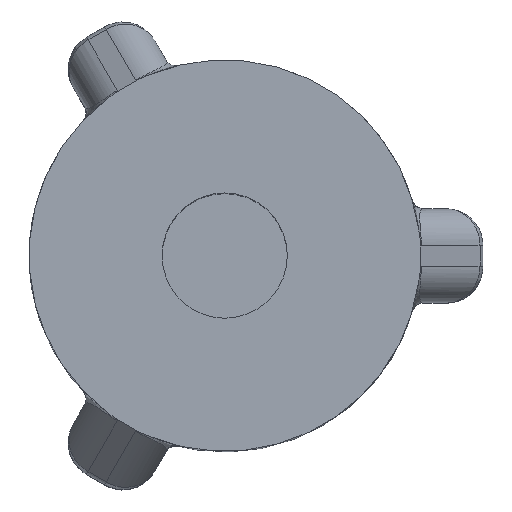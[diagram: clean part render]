
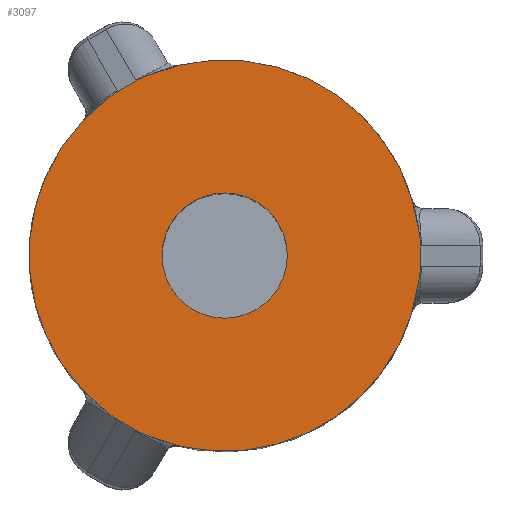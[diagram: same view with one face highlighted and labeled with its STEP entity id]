
A CAD part, top view. The second image highlights one B-rep face of the part: STEP entity #3097.
In plain terms, the highlighted planar face has unit normal (0, 0, 1).
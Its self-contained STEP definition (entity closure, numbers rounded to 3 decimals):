
#9 = CARTESIAN_POINT ( 'NONE',  ( 3.718, -0.491, 0. ) ) ;
#34 = ORIENTED_EDGE ( 'NONE', *, *, #203, .T. ) ;
#41 = CARTESIAN_POINT ( 'NONE',  ( -2.118, 3.107, 0. ) ) ;
#100 = VERTEX_POINT ( 'NONE', #1342 ) ;
#169 = EDGE_CURVE ( 'NONE', #2107, #2451, #2564, .T. ) ;
#176 = CARTESIAN_POINT ( 'NONE',  ( -2.228, -3.018, 0. ) ) ;
#203 = EDGE_CURVE ( 'NONE', #406, #1888, #1328, .T. ) ;
#208 = CARTESIAN_POINT ( 'NONE',  ( -2.175, -3.066, 0. ) ) ;
#234 = ORIENTED_EDGE ( 'NONE', *, *, #3452, .T. ) ;
#331 = CARTESIAN_POINT ( 'NONE',  ( 3.742, -0.351, 0. ) ) ;
#355 = EDGE_CURVE ( 'NONE', #100, #2574, #3783, .T. ) ;
#406 = VERTEX_POINT ( 'NONE', #2178 ) ;
#413 = CARTESIAN_POINT ( 'NONE',  ( -1.632, 3.388, 0. ) ) ;
#425 = CARTESIAN_POINT ( 'NONE',  ( 0., 0., 0. ) ) ;
#470 = CARTESIAN_POINT ( 'NONE',  ( -1.5, -3.438, 0. ) ) ;
#478 = DIRECTION ( 'NONE',  ( 0.866, -0.5, 0. ) ) ;
#502 = VECTOR ( 'NONE', #478, 1000. ) ;
#583 = CARTESIAN_POINT ( 'NONE',  ( -2.118, -3.107, 0. ) ) ;
#670 = EDGE_CURVE ( 'NONE', #2451, #3412, #1694, .T. ) ;
#695 = CARTESIAN_POINT ( 'NONE',  ( 3.718, -0.491, 0. ) ) ;
#696 = B_SPLINE_CURVE_WITH_KNOTS ( 'NONE', 3,
 ( #2781, #176, #208, #1635 ),
 .UNSPECIFIED., .F., .F.,
 ( 4, 4 ),
 ( 0., 0. ),
 .UNSPECIFIED. ) ;
#705 = AXIS2_PLACEMENT_3D ( 'NONE', #1002, #3343, #716 ) ;
#711 = DIRECTION ( 'NONE',  ( 0., 0., 1. ) ) ;
#716 = DIRECTION ( 'NONE',  ( 1., 0., 0. ) ) ;
#738 = CARTESIAN_POINT ( 'NONE',  ( 0., 0., 0. ) ) ;
#749 = CARTESIAN_POINT ( 'NONE',  ( -1.632, -3.388, 0. ) ) ;
#752 = CIRCLE ( 'NONE', #2720, 3.75 ) ;
#778 = CARTESIAN_POINT ( 'NONE',  ( -1.434, -3.465, 0. ) ) ;
#857 = EDGE_CURVE ( 'NONE', #1327, #406, #752, .T. ) ;
#888 = ORIENTED_EDGE ( 'NONE', *, *, #355, .F. ) ;
#929 = B_SPLINE_CURVE_WITH_KNOTS ( 'NONE', 3,
 ( #695, #2943, #331, #2080 ),
 .UNSPECIFIED., .F., .F.,
 ( 4, 4 ),
 ( 0., 0. ),
 .UNSPECIFIED. ) ;
#1002 = CARTESIAN_POINT ( 'NONE',  ( 3.75, 0., 0. ) ) ;
#1031 = ORIENTED_EDGE ( 'NONE', *, *, #169, .T. ) ;
#1054 = CIRCLE ( 'NONE', #3692, 1.2 ) ;
#1066 = CARTESIAN_POINT ( 'NONE',  ( -1.567, 3.416, 0. ) ) ;
#1079 = FACE_OUTER_BOUND ( 'NONE', #1737, .T. ) ;
#1103 = DIRECTION ( 'NONE',  ( 0., 1., 0. ) ) ;
#1105 = CARTESIAN_POINT ( 'NONE',  ( -1.5, 3.438, 0. ) ) ;
#1149 = ORIENTED_EDGE ( 'NONE', *, *, #2795, .T. ) ;
#1178 = CARTESIAN_POINT ( 'NONE',  ( -2.118, 3.107, 0. ) ) ;
#1191 = CARTESIAN_POINT ( 'NONE',  ( -2.228, 3.018, 0. ) ) ;
#1199 = CARTESIAN_POINT ( 'NONE',  ( 3.75, -0.28, 0. ) ) ;
#1223 = VERTEX_POINT ( 'NONE', #9 ) ;
#1242 = DIRECTION ( 'NONE',  ( 0., 0., 1. ) ) ;
#1246 = ORIENTED_EDGE ( 'NONE', *, *, #3379, .T. ) ;
#1307 = CARTESIAN_POINT ( 'NONE',  ( -1.567, -3.416, 0. ) ) ;
#1313 = EDGE_CURVE ( 'NONE', #2317, #1327, #2265, .T. ) ;
#1327 = VERTEX_POINT ( 'NONE', #3112 ) ;
#1328 = B_SPLINE_CURVE_WITH_KNOTS ( 'NONE', 3,
 ( #3408, #1105, #1066, #413 ),
 .UNSPECIFIED., .F., .F.,
 ( 4, 4 ),
 ( 0., 0. ),
 .UNSPECIFIED. ) ;
#1342 = CARTESIAN_POINT ( 'NONE',  ( -1.2, 0., 0. ) ) ;
#1363 = EDGE_CURVE ( 'NONE', #1888, #3747, #2541, .T. ) ;
#1426 = ORIENTED_EDGE ( 'NONE', *, *, #2407, .F. ) ;
#1443 = AXIS2_PLACEMENT_3D ( 'NONE', #3084, #711, #2509 ) ;
#1495 = VECTOR ( 'NONE', #1639, 1000. ) ;
#1502 = CARTESIAN_POINT ( 'NONE',  ( 0., 0., 0. ) ) ;
#1540 = CARTESIAN_POINT ( 'NONE',  ( -2.284, 2.974, 0. ) ) ;
#1610 = EDGE_CURVE ( 'NONE', #3747, #1834, #2636, .T. ) ;
#1619 = CARTESIAN_POINT ( 'NONE',  ( -1.096, 3.698, 0. ) ) ;
#1635 = CARTESIAN_POINT ( 'NONE',  ( -2.118, -3.107, 0. ) ) ;
#1639 = DIRECTION ( 'NONE',  ( -0.866, -0.5, 0. ) ) ;
#1658 = CARTESIAN_POINT ( 'NONE',  ( 3.727, 0.42, 0. ) ) ;
#1694 = B_SPLINE_CURVE_WITH_KNOTS ( 'NONE', 3,
 ( #749, #1307, #470, #3325 ),
 .UNSPECIFIED., .F., .F.,
 ( 4, 4 ),
 ( 0., 0. ),
 .UNSPECIFIED. ) ;
#1713 = VECTOR ( 'NONE', #1103, 1000. ) ;
#1722 = CARTESIAN_POINT ( 'NONE',  ( 1.2, 0., 0. ) ) ;
#1737 = EDGE_LOOP ( 'NONE', ( #1149, #2790, #1031, #3378, #3124, #1246, #234, #2211, #3567, #34, #3281, #3220 ) ) ;
#1752 = CIRCLE ( 'NONE', #1443, 3.75 ) ;
#1834 = VERTEX_POINT ( 'NONE', #3762 ) ;
#1888 = VERTEX_POINT ( 'NONE', #2899 ) ;
#1892 = DIRECTION ( 'NONE',  ( 1., 0., 0. ) ) ;
#1904 = CARTESIAN_POINT ( 'NONE',  ( 3.75, 0.28, 0. ) ) ;
#1906 = DIRECTION ( 'NONE',  ( 1., 0., 0. ) ) ;
#1942 = DIRECTION ( 'NONE',  ( 0., 0., 1. ) ) ;
#1964 = LINE ( 'NONE', #2544, #1713 ) ;
#1985 = VERTEX_POINT ( 'NONE', #2725 ) ;
#2040 = AXIS2_PLACEMENT_3D ( 'NONE', #425, #2723, #1892 ) ;
#2080 = CARTESIAN_POINT ( 'NONE',  ( 3.75, -0.28, 0. ) ) ;
#2092 = CARTESIAN_POINT ( 'NONE',  ( 0., 0., 0. ) ) ;
#2107 = VERTEX_POINT ( 'NONE', #583 ) ;
#2165 = EDGE_LOOP ( 'NONE', ( #1426, #888 ) ) ;
#2178 = CARTESIAN_POINT ( 'NONE',  ( -1.434, 3.465, 0. ) ) ;
#2211 = ORIENTED_EDGE ( 'NONE', *, *, #1313, .T. ) ;
#2258 = CARTESIAN_POINT ( 'NONE',  ( -2.654, -2.798, 0. ) ) ;
#2265 = B_SPLINE_CURVE_WITH_KNOTS ( 'NONE', 3,
 ( #1904, #2800, #1658, #2784 ),
 .UNSPECIFIED., .F., .F.,
 ( 4, 4 ),
 ( 0., 0. ),
 .UNSPECIFIED. ) ;
#2317 = VERTEX_POINT ( 'NONE', #2414 ) ;
#2407 = EDGE_CURVE ( 'NONE', #2574, #100, #1054, .T. ) ;
#2414 = CARTESIAN_POINT ( 'NONE',  ( 3.75, 0.28, 0. ) ) ;
#2451 = VERTEX_POINT ( 'NONE', #3385 ) ;
#2456 = EDGE_CURVE ( 'NONE', #3412, #1223, #3448, .T. ) ;
#2458 = FACE_BOUND ( 'NONE', #2165, .T. ) ;
#2509 = DIRECTION ( 'NONE',  ( 1., 0., 0. ) ) ;
#2541 = LINE ( 'NONE', #1619, #1495 ) ;
#2544 = CARTESIAN_POINT ( 'NONE',  ( 3.75, -0.9, 0. ) ) ;
#2564 = LINE ( 'NONE', #2258, #502 ) ;
#2574 = VERTEX_POINT ( 'NONE', #1722 ) ;
#2630 = CARTESIAN_POINT ( 'NONE',  ( -2.175, 3.066, 0. ) ) ;
#2636 = B_SPLINE_CURVE_WITH_KNOTS ( 'NONE', 3,
 ( #41, #2630, #1191, #1540 ),
 .UNSPECIFIED., .F., .F.,
 ( 4, 4 ),
 ( 0., 0. ),
 .UNSPECIFIED. ) ;
#2720 = AXIS2_PLACEMENT_3D ( 'NONE', #1502, #2954, #2973 ) ;
#2723 = DIRECTION ( 'NONE',  ( 0., 0., 1. ) ) ;
#2725 = CARTESIAN_POINT ( 'NONE',  ( -2.284, -2.974, 0. ) ) ;
#2781 = CARTESIAN_POINT ( 'NONE',  ( -2.284, -2.974, 0. ) ) ;
#2784 = CARTESIAN_POINT ( 'NONE',  ( 3.718, 0.491, 0. ) ) ;
#2790 = ORIENTED_EDGE ( 'NONE', *, *, #2996, .T. ) ;
#2795 = EDGE_CURVE ( 'NONE', #1834, #1985, #1752, .T. ) ;
#2800 = CARTESIAN_POINT ( 'NONE',  ( 3.742, 0.351, 0. ) ) ;
#2899 = CARTESIAN_POINT ( 'NONE',  ( -1.632, 3.388, 0. ) ) ;
#2943 = CARTESIAN_POINT ( 'NONE',  ( 3.727, -0.42, 0. ) ) ;
#2954 = DIRECTION ( 'NONE',  ( 0., 0., 1. ) ) ;
#2973 = DIRECTION ( 'NONE',  ( 1., 0., 0. ) ) ;
#2974 = DIRECTION ( 'NONE',  ( 1., 0., 0. ) ) ;
#2996 = EDGE_CURVE ( 'NONE', #1985, #2107, #696, .T. ) ;
#3084 = CARTESIAN_POINT ( 'NONE',  ( 0., 0., 0. ) ) ;
#3097 = ADVANCED_FACE ( 'NONE', ( #1079, #2458 ), #3632, .T. ) ;
#3112 = CARTESIAN_POINT ( 'NONE',  ( 3.718, 0.491, 0. ) ) ;
#3124 = ORIENTED_EDGE ( 'NONE', *, *, #2456, .T. ) ;
#3220 = ORIENTED_EDGE ( 'NONE', *, *, #1610, .T. ) ;
#3281 = ORIENTED_EDGE ( 'NONE', *, *, #1363, .T. ) ;
#3325 = CARTESIAN_POINT ( 'NONE',  ( -1.434, -3.465, 0. ) ) ;
#3343 = DIRECTION ( 'NONE',  ( 0., 0., 1. ) ) ;
#3378 = ORIENTED_EDGE ( 'NONE', *, *, #670, .T. ) ;
#3379 = EDGE_CURVE ( 'NONE', #1223, #3782, #929, .T. ) ;
#3385 = CARTESIAN_POINT ( 'NONE',  ( -1.632, -3.388, 0. ) ) ;
#3408 = CARTESIAN_POINT ( 'NONE',  ( -1.434, 3.465, 0. ) ) ;
#3412 = VERTEX_POINT ( 'NONE', #778 ) ;
#3424 = AXIS2_PLACEMENT_3D ( 'NONE', #738, #1942, #1906 ) ;
#3448 = CIRCLE ( 'NONE', #2040, 3.75 ) ;
#3452 = EDGE_CURVE ( 'NONE', #3782, #2317, #1964, .T. ) ;
#3567 = ORIENTED_EDGE ( 'NONE', *, *, #857, .T. ) ;
#3632 = PLANE ( 'NONE',  #705 ) ;
#3692 = AXIS2_PLACEMENT_3D ( 'NONE', #2092, #1242, #2974 ) ;
#3747 = VERTEX_POINT ( 'NONE', #1178 ) ;
#3762 = CARTESIAN_POINT ( 'NONE',  ( -2.284, 2.974, 0. ) ) ;
#3782 = VERTEX_POINT ( 'NONE', #1199 ) ;
#3783 = CIRCLE ( 'NONE', #3424, 1.2 ) ;
